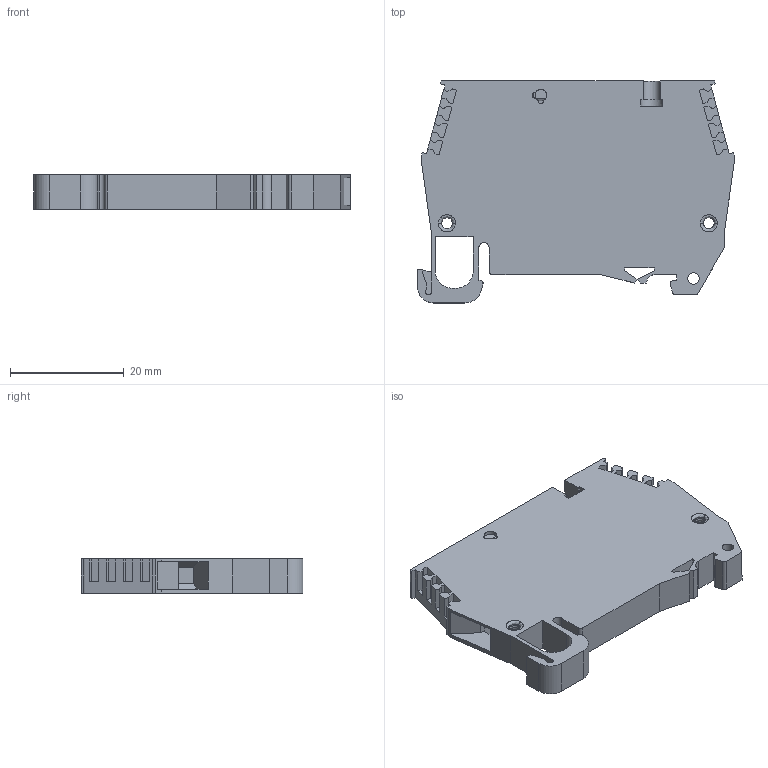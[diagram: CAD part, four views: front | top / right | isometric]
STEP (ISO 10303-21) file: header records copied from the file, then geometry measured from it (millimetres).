
FILE_DESCRIPTION (( 'STEP AP214' ), '1' );
FILE_NAME ('4358103_DN-DIS4.STEP', '2014-05-26T14:47:51', ( '' ), ( '' ), 'SwSTEP 2.0', 'SolidWorks 2013', '' );
FILE_SCHEMA (( 'AUTOMOTIVE_DESIGN' ));
Length unit declared in the file: millimetre
Products named in the file (3): 435K0001; 4258100_DN-QFE4; 4358103_DN-DIS4
Assembly tree (2 placements, depth 2):
  4358103_DN-DIS4
    4258100_DN-QFE4
    435K0001
Bounding box: 55.65 x 39 x 6 mm (x, y, z)
Volume: 9436 mm3; surface area: 7148.3 mm2
Topology: 2 solids, 3 shells, 380 faces, 1034 edges, 660 vertices
Faces by surface type: plane 246, cylinder 93, bspline 33, cone 8
Entity records: 17204 total; most frequent: CARTESIAN_POINT 3497, ORIENTED_EDGE 2062, DIRECTION 1839, EDGE_CURVE 1031, VECTOR 783, LINE 783, VERTEX_POINT 660, AXIS2_PLACEMENT_3D 528
